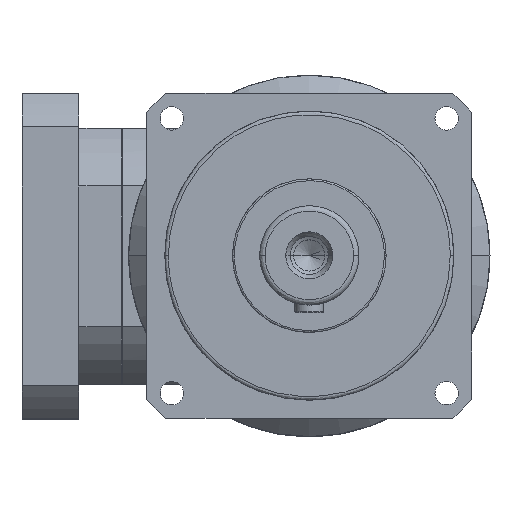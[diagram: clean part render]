
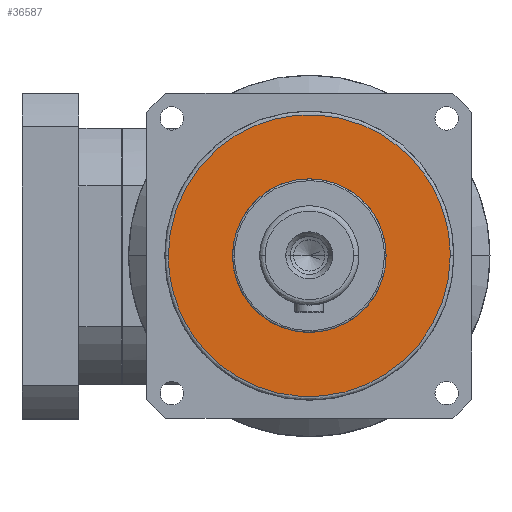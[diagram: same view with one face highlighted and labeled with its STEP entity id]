
A CAD part, top view. The second image highlights one B-rep face of the part: STEP entity #36587.
In plain terms, the highlighted face is planar.
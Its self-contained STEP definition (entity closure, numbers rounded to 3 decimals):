
#2652 = ORIENTED_EDGE ( 'NONE', *, *, #12647, .F. ) ;
#3007 = CARTESIAN_POINT ( 'NONE',  ( 78., -156., 85. ) ) ;
#4951 = EDGE_LOOP ( 'NONE', ( #27379, #2652 ) ) ;
#7646 = CARTESIAN_POINT ( 'NONE',  ( 78., 156., 85. ) ) ;
#9791 = FACE_BOUND ( 'NONE', #33876, .T. ) ;
#10496 = CARTESIAN_POINT ( 'NONE',  ( 0., 0., 85. ) ) ;
#10512 = DIRECTION ( 'NONE',  ( 0., 0., -1. ) ) ;
#11307 = CARTESIAN_POINT ( 'NONE',  ( 42.5, 0., 85. ) ) ;
#12442 = VERTEX_POINT ( 'NONE', #30798 ) ;
#12647 = EDGE_CURVE ( 'NONE', #12442, #22478, #17052, .T. ) ;
#13710 = DIRECTION ( 'NONE',  ( 1., 0., 0. ) ) ;
#15280 = CARTESIAN_POINT ( 'NONE',  ( 0., 0., 85. ) ) ;
#16151 =( BOUNDED_CURVE ( )  B_SPLINE_CURVE ( 3, ( #37947, #41082, #3007, #25318 ),
 .UNSPECIFIED., .F., .F. ) 
 B_SPLINE_CURVE_WITH_KNOTS ( ( 4, 4 ),
 ( 0.5, 1. ),
 .UNSPECIFIED. ) 
 CURVE ( )  GEOMETRIC_REPRESENTATION_ITEM ( )  RATIONAL_B_SPLINE_CURVE ( ( 1., 0.333, 0.333, 1. ) ) 
 REPRESENTATION_ITEM ( '' )  );
#17052 =( BOUNDED_CURVE ( )  B_SPLINE_CURVE ( 3, ( #29929, #7646, #36291, #17294 ),
 .UNSPECIFIED., .F., .F. ) 
 B_SPLINE_CURVE_WITH_KNOTS ( ( 4, 4 ),
 ( 0., 0.5 ),
 .UNSPECIFIED. ) 
 CURVE ( )  GEOMETRIC_REPRESENTATION_ITEM ( )  RATIONAL_B_SPLINE_CURVE ( ( 1., 0.333, 0.333, 1. ) ) 
 REPRESENTATION_ITEM ( '' )  );
#17294 = CARTESIAN_POINT ( 'NONE',  ( -78., 0., 85. ) ) ;
#18303 = FACE_OUTER_BOUND ( 'NONE', #4951, .T. ) ;
#18500 = DIRECTION ( 'NONE',  ( 1., 0., 0. ) ) ;
#19728 = AXIS2_PLACEMENT_3D ( 'NONE', #10496, #32754, #13710 ) ;
#20357 = EDGE_CURVE ( 'NONE', #22478, #12442, #16151, .T. ) ;
#21515 = AXIS2_PLACEMENT_3D ( 'NONE', #15280, #37512, #18500 ) ;
#22478 = VERTEX_POINT ( 'NONE', #36520 ) ;
#23861 = ORIENTED_EDGE ( 'NONE', *, *, #33683, .F. ) ;
#25194 = CARTESIAN_POINT ( 'NONE',  ( -42.5, 0., 85. ) ) ;
#25318 = CARTESIAN_POINT ( 'NONE',  ( 78., 0., 85. ) ) ;
#26419 = VERTEX_POINT ( 'NONE', #11307 ) ;
#27379 = ORIENTED_EDGE ( 'NONE', *, *, #20357, .F. ) ;
#28994 = EDGE_CURVE ( 'NONE', #34308, #26419, #35639, .T. ) ;
#29564 = CARTESIAN_POINT ( 'NONE',  ( 0., 0., 85. ) ) ;
#29929 = CARTESIAN_POINT ( 'NONE',  ( 78., 0., 85. ) ) ;
#30798 = CARTESIAN_POINT ( 'NONE',  ( 78., 0., 85. ) ) ;
#32754 = DIRECTION ( 'NONE',  ( 0., 0., 1. ) ) ;
#32771 = DIRECTION ( 'NONE',  ( 1., 0., 0. ) ) ;
#33073 = CIRCLE ( 'NONE', #35515, 42.5 ) ;
#33683 = EDGE_CURVE ( 'NONE', #26419, #34308, #33073, .T. ) ;
#33876 = EDGE_LOOP ( 'NONE', ( #23861, #36504 ) ) ;
#34308 = VERTEX_POINT ( 'NONE', #25194 ) ;
#35515 = AXIS2_PLACEMENT_3D ( 'NONE', #29564, #10512, #32771 ) ;
#35639 = CIRCLE ( 'NONE', #21515, 42.5 ) ;
#36291 = CARTESIAN_POINT ( 'NONE',  ( -78., 156., 85. ) ) ;
#36504 = ORIENTED_EDGE ( 'NONE', *, *, #28994, .F. ) ;
#36520 = CARTESIAN_POINT ( 'NONE',  ( -78., 0., 85. ) ) ;
#36587 = ADVANCED_FACE ( 'NONE', ( #18303, #9791 ), #38982, .F. ) ;
#37512 = DIRECTION ( 'NONE',  ( 0., 0., -1. ) ) ;
#37947 = CARTESIAN_POINT ( 'NONE',  ( -78., 0., 85. ) ) ;
#38982 = PLANE ( 'NONE',  #19728 ) ;
#41082 = CARTESIAN_POINT ( 'NONE',  ( -78., -156., 85. ) ) ;
